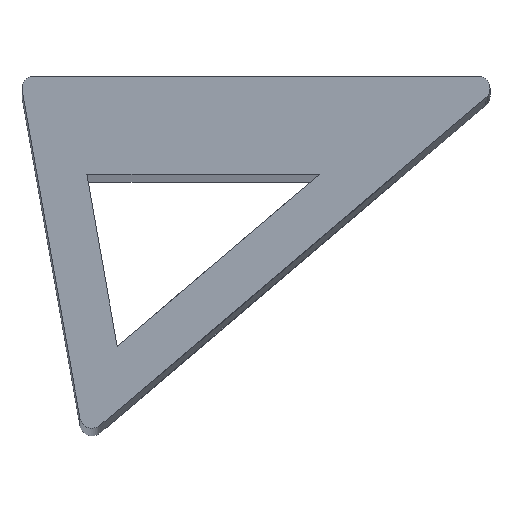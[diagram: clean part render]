
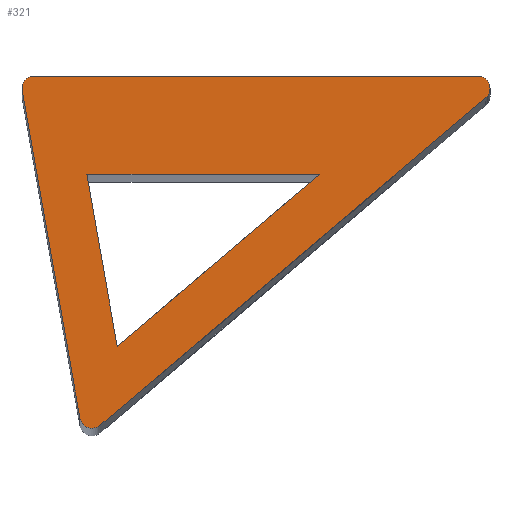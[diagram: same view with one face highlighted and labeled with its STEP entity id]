
A CAD part, top view. The second image highlights one B-rep face of the part: STEP entity #321.
In plain terms, the highlighted planar face has unit normal (0, 0, 1).
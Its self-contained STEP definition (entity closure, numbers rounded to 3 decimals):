
#28=FACE_BOUND('',#76,.T.);
#36=PLANE('',#356);
#51=FACE_OUTER_BOUND('',#75,.T.);
#75=EDGE_LOOP('',(#291,#292,#293,#294,#295,#296));
#76=EDGE_LOOP('',(#297,#298,#299));
#81=LINE('',#465,#106);
#89=LINE('',#491,#114);
#91=LINE('',#497,#116);
#94=LINE('',#509,#119);
#97=LINE('',#532,#122);
#101=LINE('',#537,#126);
#106=VECTOR('',#371,10.);
#114=VECTOR('',#395,10.);
#116=VECTOR('',#403,10.);
#119=VECTOR('',#412,10.);
#122=VECTOR('',#441,10.);
#126=VECTOR('',#447,10.);
#127=CIRCLE('',#325,0.5);
#133=CIRCLE('',#334,0.5);
#134=CIRCLE('',#337,0.5);
#141=VERTEX_POINT('',#452);
#142=VERTEX_POINT('',#453);
#146=VERTEX_POINT('',#463);
#155=VERTEX_POINT('',#485);
#156=VERTEX_POINT('',#489);
#157=VERTEX_POINT('',#493);
#162=VERTEX_POINT('',#507);
#163=VERTEX_POINT('',#508);
#170=VERTEX_POINT('',#531);
#171=EDGE_CURVE('',#141,#142,#127,.T.);
#177=EDGE_CURVE('',#141,#146,#81,.T.);
#187=EDGE_CURVE('',#155,#146,#133,.T.);
#190=EDGE_CURVE('',#155,#156,#89,.T.);
#191=EDGE_CURVE('',#157,#156,#134,.T.);
#193=EDGE_CURVE('',#157,#142,#91,.T.);
#198=EDGE_CURVE('',#162,#163,#94,.T.);
#209=EDGE_CURVE('',#163,#170,#97,.T.);
#213=EDGE_CURVE('',#170,#162,#101,.T.);
#291=ORIENTED_EDGE('',*,*,#171,.F.);
#292=ORIENTED_EDGE('',*,*,#177,.T.);
#293=ORIENTED_EDGE('',*,*,#187,.F.);
#294=ORIENTED_EDGE('',*,*,#190,.T.);
#295=ORIENTED_EDGE('',*,*,#191,.F.);
#296=ORIENTED_EDGE('',*,*,#193,.T.);
#297=ORIENTED_EDGE('',*,*,#209,.T.);
#298=ORIENTED_EDGE('',*,*,#213,.T.);
#299=ORIENTED_EDGE('',*,*,#198,.T.);
#321=ADVANCED_FACE('',(#51,#28),#36,.T.);
#325=AXIS2_PLACEMENT_3D('',#454,#361,#362);
#334=AXIS2_PLACEMENT_3D('',#486,#389,#390);
#337=AXIS2_PLACEMENT_3D('',#494,#398,#399);
#356=AXIS2_PLACEMENT_3D('',#538,#448,#449);
#361=DIRECTION('center_axis',(0.,0.,-1.));
#362=DIRECTION('ref_axis',(0.939,0.345,0.));
#371=DIRECTION('',(-1.,0.,0.));
#389=DIRECTION('center_axis',(0.,0.,-1.));
#390=DIRECTION('ref_axis',(-0.766,0.643,0.));
#395=DIRECTION('',(0.174,-0.985,0.));
#398=DIRECTION('center_axis',(0.,0.,-1.));
#399=DIRECTION('ref_axis',(-0.339,-0.941,0.));
#403=DIRECTION('',(0.762,0.647,0.));
#412=DIRECTION('',(-0.174,0.985,0.));
#441=DIRECTION('',(1.,0.,0.));
#447=DIRECTION('',(-0.762,-0.647,0.));
#448=DIRECTION('center_axis',(0.,0.,1.));
#449=DIRECTION('ref_axis',(1.,0.,0.));
#452=CARTESIAN_POINT('',(16.034,14.772,180.));
#453=CARTESIAN_POINT('',(16.358,13.891,180.));
#454=CARTESIAN_POINT('Origin',(16.034,14.272,180.));
#463=CARTESIAN_POINT('',(-2.009,14.772,180.));
#465=CARTESIAN_POINT('',(12.395,14.772,180.));
#485=CARTESIAN_POINT('',(-2.501,14.185,180.));
#486=CARTESIAN_POINT('Origin',(-2.009,14.272,180.));
#489=CARTESIAN_POINT('',(-0.151,0.859,180.));
#491=CARTESIAN_POINT('',(-1.822,10.335,180.));
#493=CARTESIAN_POINT('',(0.665,0.564,180.));
#494=CARTESIAN_POINT('Origin',(0.341,0.946,180.));
#497=CARTESIAN_POINT('',(3.97,3.372,180.));
#507=CARTESIAN_POINT('',(1.364,3.782,180.));
#508=CARTESIAN_POINT('',(0.131,10.772,180.));
#509=CARTESIAN_POINT('',(1.147,5.014,180.));
#531=CARTESIAN_POINT('',(9.595,10.772,180.));
#532=CARTESIAN_POINT('',(3.763,10.772,180.));
#537=CARTESIAN_POINT('',(8.121,9.52,180.));
#538=CARTESIAN_POINT('Origin',(7.395,7.386,180.));
